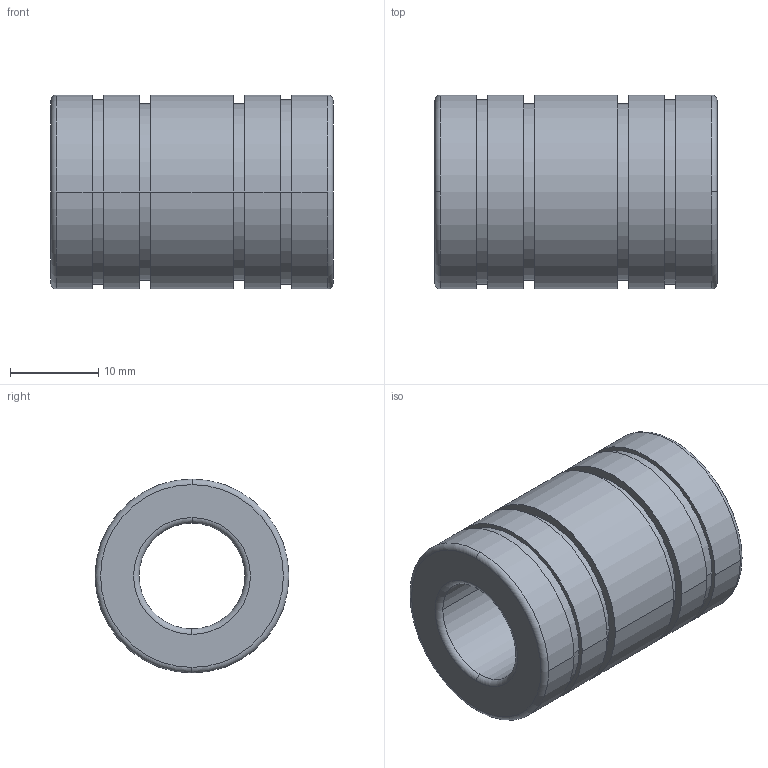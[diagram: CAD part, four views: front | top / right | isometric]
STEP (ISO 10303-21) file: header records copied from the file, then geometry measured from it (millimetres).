
FILE_DESCRIPTION( ( '' ), '1' );
FILE_NAME( 'fmc_12_2_03.stp', '2008-04-10T07:24:21', ( '' ), ( '' ), ' ', ' ', ' ' );
FILE_SCHEMA( ( 'CONFIG_CONTROL_DESIGN' ) );
Length unit declared in the file: millimetre
Products named in the file (1): 1
Bounding box: 32 x 22 x 22 mm (x, y, z)
Volume: 8263.9 mm3; surface area: 4268.9 mm2
Topology: 1 solids, 1 shells, 38 faces, 88 edges, 60 vertices
Faces by surface type: cylinder 20, plane 10, torus 8
Entity records: 1180 total; most frequent: DIRECTION 234, CARTESIAN_POINT 187, ORIENTED_EDGE 176, AXIS2_PLACEMENT_3D 107, EDGE_CURVE 88, CIRCLE 68, VERTEX_POINT 60, EDGE_LOOP 48
